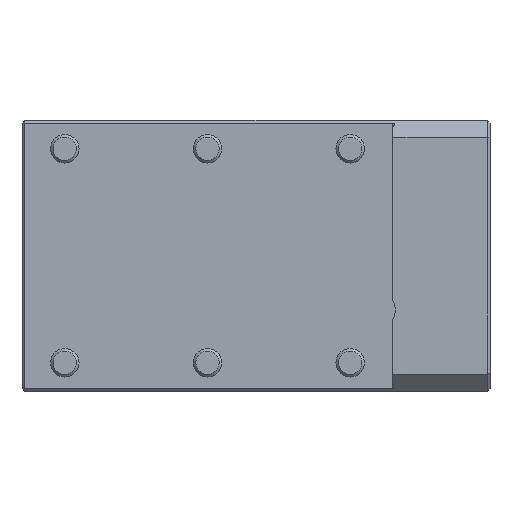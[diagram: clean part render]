
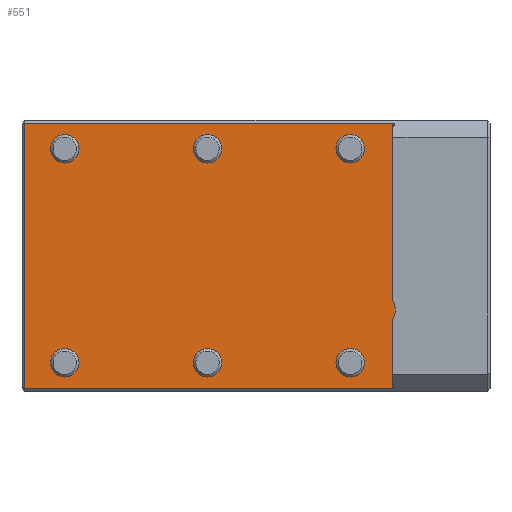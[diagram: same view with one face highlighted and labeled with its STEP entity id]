
A CAD part, top view. The second image highlights one B-rep face of the part: STEP entity #551.
In plain terms, the highlighted planar face has unit normal (0, 0, 1).
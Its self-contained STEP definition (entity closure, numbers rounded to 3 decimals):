
#176=LINE('',#3024,#355);
#177=LINE('',#3026,#356);
#178=LINE('',#3028,#357);
#179=LINE('',#3032,#358);
#180=LINE('',#3088,#359);
#355=VECTOR('',#2267,1.);
#356=VECTOR('',#2270,1.);
#357=VECTOR('',#2273,1.);
#358=VECTOR('',#2278,1.);
#359=VECTOR('',#2285,1.);
#434=FACE_BOUND('',#833,.T.);
#435=FACE_BOUND('',#834,.T.);
#436=FACE_BOUND('',#835,.T.);
#437=FACE_BOUND('',#836,.T.);
#438=FACE_BOUND('',#837,.T.);
#439=FACE_BOUND('',#838,.T.);
#440=FACE_BOUND('',#839,.T.);
#551=ADVANCED_FACE('',(#434,#435,#436,#437,#438,#439,#440),#649,.T.);
#649=PLANE('',#1927);
#833=EDGE_LOOP('',(#1208));
#834=EDGE_LOOP('',(#1209));
#835=EDGE_LOOP('',(#1210));
#836=EDGE_LOOP('',(#1211));
#837=EDGE_LOOP('',(#1212));
#838=EDGE_LOOP('',(#1213));
#839=EDGE_LOOP('',(#1214,#1215,#1216,#1217,#1218,#1219));
#1208=ORIENTED_EDGE('',*,*,#1700,.F.);
#1209=ORIENTED_EDGE('',*,*,#1701,.F.);
#1210=ORIENTED_EDGE('',*,*,#1702,.F.);
#1211=ORIENTED_EDGE('',*,*,#1703,.F.);
#1212=ORIENTED_EDGE('',*,*,#1704,.F.);
#1213=ORIENTED_EDGE('',*,*,#1705,.F.);
#1214=ORIENTED_EDGE('',*,*,#1699,.T.);
#1215=ORIENTED_EDGE('',*,*,#1697,.F.);
#1216=ORIENTED_EDGE('',*,*,#1695,.T.);
#1217=ORIENTED_EDGE('',*,*,#1693,.T.);
#1218=ORIENTED_EDGE('',*,*,#1692,.T.);
#1219=ORIENTED_EDGE('',*,*,#1691,.F.);
#1423=VERTEX_POINT('',#2844);
#1424=VERTEX_POINT('',#2848);
#1479=VERTEX_POINT('',#3023);
#1480=VERTEX_POINT('',#3029);
#1481=VERTEX_POINT('',#3033);
#1482=VERTEX_POINT('',#3061);
#1483=VERTEX_POINT('',#3091);
#1484=VERTEX_POINT('',#3093);
#1485=VERTEX_POINT('',#3095);
#1486=VERTEX_POINT('',#3097);
#1487=VERTEX_POINT('',#3099);
#1488=VERTEX_POINT('',#3101);
#1691=EDGE_CURVE('',#1479,#1423,#176,.T.);
#1692=EDGE_CURVE('',#1424,#1423,#177,.T.);
#1693=EDGE_CURVE('',#1480,#1424,#178,.T.);
#1695=EDGE_CURVE('',#1481,#1480,#179,.T.);
#1697=EDGE_CURVE('',#1481,#1482,#1782,.T.);
#1699=EDGE_CURVE('',#1479,#1482,#180,.T.);
#1700=EDGE_CURVE('',#1483,#1483,#1783,.T.);
#1701=EDGE_CURVE('',#1484,#1484,#1784,.T.);
#1702=EDGE_CURVE('',#1485,#1485,#1785,.T.);
#1703=EDGE_CURVE('',#1486,#1486,#1786,.T.);
#1704=EDGE_CURVE('',#1487,#1487,#1787,.T.);
#1705=EDGE_CURVE('',#1488,#1488,#1788,.T.);
#1782=CIRCLE('',#1918,8.5);
#1783=CIRCLE('',#1921,5.);
#1784=CIRCLE('',#1922,5.);
#1785=CIRCLE('',#1923,5.);
#1786=CIRCLE('',#1924,5.);
#1787=CIRCLE('',#1925,5.);
#1788=CIRCLE('',#1926,5.);
#1918=AXIS2_PLACEMENT_3D('',#3060,#2281,#2282);
#1921=AXIS2_PLACEMENT_3D('',#3090,#2288,#2289);
#1922=AXIS2_PLACEMENT_3D('',#3092,#2290,#2291);
#1923=AXIS2_PLACEMENT_3D('',#3094,#2292,#2293);
#1924=AXIS2_PLACEMENT_3D('',#3096,#2294,#2295);
#1925=AXIS2_PLACEMENT_3D('',#3098,#2296,#2297);
#1926=AXIS2_PLACEMENT_3D('',#3100,#2298,#2299);
#1927=AXIS2_PLACEMENT_3D('',#3102,#2300,#2301);
#2267=DIRECTION('',(-1.,0.,0.));
#2270=DIRECTION('',(0.,-1.,0.));
#2273=DIRECTION('',(-1.,0.,0.));
#2278=DIRECTION('',(0.,1.,0.));
#2281=DIRECTION('',(0.,0.,-1.));
#2282=DIRECTION('',(-1.,0.,0.));
#2285=DIRECTION('',(0.,1.,0.));
#2288=DIRECTION('',(0.,0.,1.));
#2289=DIRECTION('',(1.,0.,0.));
#2290=DIRECTION('',(0.,0.,1.));
#2291=DIRECTION('',(1.,0.,0.));
#2292=DIRECTION('',(0.,0.,1.));
#2293=DIRECTION('',(1.,0.,0.));
#2294=DIRECTION('',(0.,0.,1.));
#2295=DIRECTION('',(1.,0.,0.));
#2296=DIRECTION('',(0.,0.,1.));
#2297=DIRECTION('',(1.,0.,0.));
#2298=DIRECTION('',(0.,0.,1.));
#2299=DIRECTION('',(1.,0.,0.));
#2300=DIRECTION('',(0.,0.,1.));
#2301=DIRECTION('',(-1.,0.,0.));
#2844=CARTESIAN_POINT('',(-129.,-46.5,0.));
#2848=CARTESIAN_POINT('',(-129.,46.5,0.));
#3023=CARTESIAN_POINT('',(0.,-46.5,0.));
#3024=CARTESIAN_POINT('',(-130.,-46.5,0.));
#3026=CARTESIAN_POINT('',(-129.,-47.5,0.));
#3028=CARTESIAN_POINT('',(-130.,46.5,0.));
#3029=CARTESIAN_POINT('',(0.,46.5,0.));
#3032=CARTESIAN_POINT('',(0.,-47.5,0.));
#3033=CARTESIAN_POINT('',(0.,-15.509,0.));
#3060=CARTESIAN_POINT('',(-7.75,-19.,0.));
#3061=CARTESIAN_POINT('',(0.,-22.491,0.));
#3088=CARTESIAN_POINT('',(0.,-47.5,0.));
#3090=CARTESIAN_POINT('',(-65.,-37.5,0.));
#3091=CARTESIAN_POINT('',(-60.,-37.5,0.));
#3092=CARTESIAN_POINT('',(-15.,37.5,0.));
#3093=CARTESIAN_POINT('',(-10.,37.5,0.));
#3094=CARTESIAN_POINT('',(-115.,37.5,0.));
#3095=CARTESIAN_POINT('',(-110.,37.5,0.));
#3096=CARTESIAN_POINT('',(-15.,-37.5,0.));
#3097=CARTESIAN_POINT('',(-10.,-37.5,0.));
#3098=CARTESIAN_POINT('',(-65.,37.5,0.));
#3099=CARTESIAN_POINT('',(-60.,37.5,0.));
#3100=CARTESIAN_POINT('',(-115.,-37.5,0.));
#3101=CARTESIAN_POINT('',(-110.,-37.5,0.));
#3102=CARTESIAN_POINT('',(-130.,-47.5,0.));
